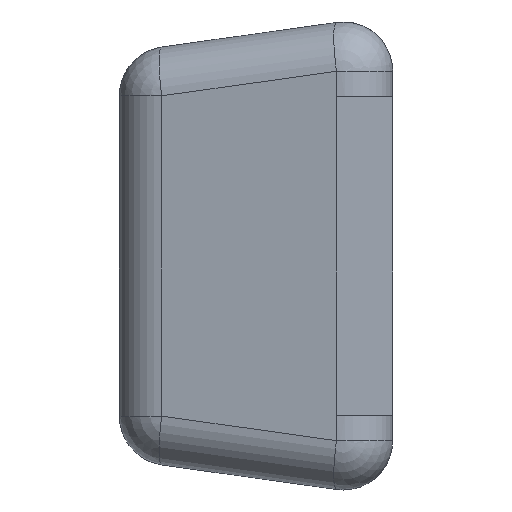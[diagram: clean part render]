
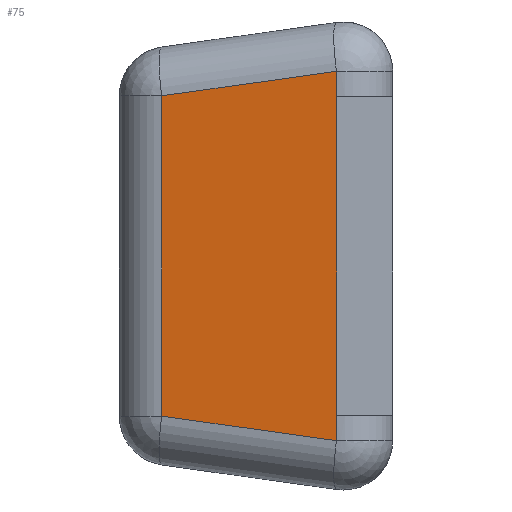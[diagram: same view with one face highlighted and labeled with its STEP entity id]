
A CAD part, left-side view. The second image highlights one B-rep face of the part: STEP entity #75.
In plain terms, the highlighted planar face has unit normal (-0.99, 0.139, 0).
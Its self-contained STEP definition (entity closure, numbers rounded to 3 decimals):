
#17 = VECTOR ( 'NONE', #214, 1000. ) ;
#30 = CARTESIAN_POINT ( 'NONE',  ( -1.033, 0.617, -0.428 ) ) ;
#44 = VECTOR ( 'NONE', #1539, 1000. ) ;
#63 = VECTOR ( 'NONE', #1071, 1000. ) ;
#65 = LINE ( 'NONE', #1404, #394 ) ;
#75 = ADVANCED_FACE ( 'NONE', ( #849 ), #616, .F. ) ;
#78 = CARTESIAN_POINT ( 'NONE',  ( -1.101, 0.132, -0.496 ) ) ;
#112 = EDGE_CURVE ( 'NONE', #648, #991, #397, .T. ) ;
#137 = CARTESIAN_POINT ( 'NONE',  ( -1.033, 0.617, -0.645 ) ) ;
#174 = EDGE_CURVE ( 'NONE', #280, #1181, #1400, .T. ) ;
#181 = DIRECTION ( 'NONE',  ( -0.139, -0.99, 0. ) ) ;
#214 = DIRECTION ( 'NONE',  ( -0.138, -0.981, -0.138 ) ) ;
#226 = CARTESIAN_POINT ( 'NONE',  ( -1.099, 0.15, -0.645 ) ) ;
#267 = CARTESIAN_POINT ( 'NONE',  ( -1.099, 0.15, -0.645 ) ) ;
#274 = VERTEX_POINT ( 'NONE', #449 ) ;
#280 = VERTEX_POINT ( 'NONE', #30 ) ;
#306 = ORIENTED_EDGE ( 'NONE', *, *, #955, .T. ) ;
#318 = CARTESIAN_POINT ( 'NONE',  ( -1.099, 0.15, -0.493 ) ) ;
#340 = ORIENTED_EDGE ( 'NONE', *, *, #174, .T. ) ;
#382 = EDGE_CURVE ( 'NONE', #1436, #648, #1716, .T. ) ;
#391 = EDGE_CURVE ( 'NONE', #274, #1436, #65, .T. ) ;
#394 = VECTOR ( 'NONE', #759, 1000. ) ;
#397 = LINE ( 'NONE', #1412, #44 ) ;
#449 = CARTESIAN_POINT ( 'NONE',  ( -1.099, 0.15, -0.425 ) ) ;
#610 = DIRECTION ( 'NONE',  ( 0., 0., 1. ) ) ;
#616 = PLANE ( 'NONE',  #660 ) ;
#643 = LINE ( 'NONE', #137, #63 ) ;
#648 = VERTEX_POINT ( 'NONE', #699 ) ;
#660 = AXIS2_PLACEMENT_3D ( 'NONE', #938, #1385, #181 ) ;
#667 = CARTESIAN_POINT ( 'NONE',  ( -1.033, 0.617, 0.428 ) ) ;
#699 = CARTESIAN_POINT ( 'NONE',  ( -1.099, 0.15, 0.493 ) ) ;
#714 = LINE ( 'NONE', #267, #738 ) ;
#738 = VECTOR ( 'NONE', #1459, 1000. ) ;
#759 = DIRECTION ( 'NONE',  ( 0., 0., 1. ) ) ;
#849 = FACE_OUTER_BOUND ( 'NONE', #1087, .T. ) ;
#907 = ORIENTED_EDGE ( 'NONE', *, *, #112, .T. ) ;
#908 = EDGE_CURVE ( 'NONE', #280, #991, #643, .T. ) ;
#938 = CARTESIAN_POINT ( 'NONE',  ( -1.033, 0.617, -0.645 ) ) ;
#955 = EDGE_CURVE ( 'NONE', #1181, #274, #714, .T. ) ;
#991 = VERTEX_POINT ( 'NONE', #667 ) ;
#1071 = DIRECTION ( 'NONE',  ( 0., 0., 1. ) ) ;
#1087 = EDGE_LOOP ( 'NONE', ( #306, #1653, #1247, #907, #1661, #340 ) ) ;
#1128 = VECTOR ( 'NONE', #610, 1000. ) ;
#1181 = VERTEX_POINT ( 'NONE', #318 ) ;
#1247 = ORIENTED_EDGE ( 'NONE', *, *, #382, .T. ) ;
#1385 = DIRECTION ( 'NONE',  ( 0.99, -0.139, 0. ) ) ;
#1400 = LINE ( 'NONE', #78, #17 ) ;
#1404 = CARTESIAN_POINT ( 'NONE',  ( -1.099, 0.15, -0.645 ) ) ;
#1412 = CARTESIAN_POINT ( 'NONE',  ( -1.013, 0.762, 0.407 ) ) ;
#1436 = VERTEX_POINT ( 'NONE', #1495 ) ;
#1459 = DIRECTION ( 'NONE',  ( 0., 0., 1. ) ) ;
#1495 = CARTESIAN_POINT ( 'NONE',  ( -1.099, 0.15, 0.425 ) ) ;
#1539 = DIRECTION ( 'NONE',  ( 0.138, 0.981, -0.138 ) ) ;
#1653 = ORIENTED_EDGE ( 'NONE', *, *, #391, .T. ) ;
#1661 = ORIENTED_EDGE ( 'NONE', *, *, #908, .F. ) ;
#1716 = LINE ( 'NONE', #226, #1128 ) ;
